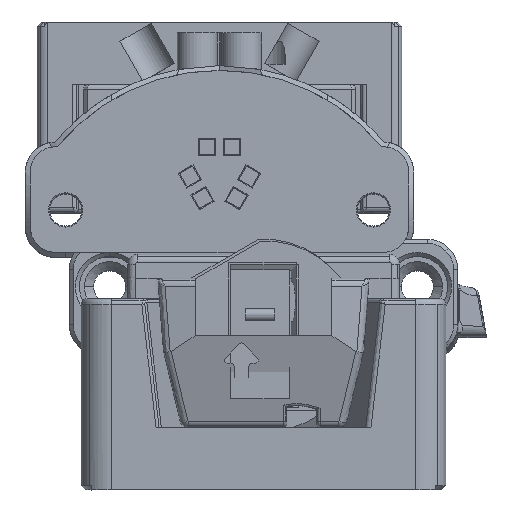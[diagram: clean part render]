
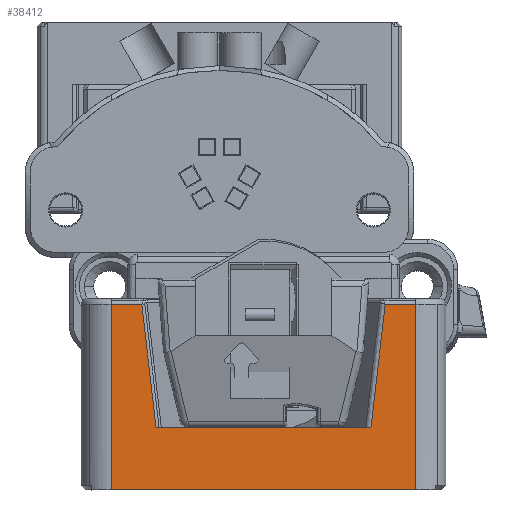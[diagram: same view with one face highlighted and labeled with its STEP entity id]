
A CAD part, top view. The second image highlights one B-rep face of the part: STEP entity #38412.
In plain terms, the highlighted face is planar.
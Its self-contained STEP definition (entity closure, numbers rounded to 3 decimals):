
#440 = VERTEX_POINT ( 'NONE', #46862 ) ;
#1088 = VERTEX_POINT ( 'NONE', #29579 ) ;
#1219 = DIRECTION ( 'NONE',  ( 0.115, -0.993, 0. ) ) ;
#1344 = VECTOR ( 'NONE', #17224, 1000. ) ;
#3066 = DIRECTION ( 'NONE',  ( 0.115, 0.993, 0. ) ) ;
#4022 = ORIENTED_EDGE ( 'NONE', *, *, #39158, .F. ) ;
#4289 = AXIS2_PLACEMENT_3D ( 'NONE', #20721, #38446, #31744 ) ;
#6167 = PLANE ( 'NONE',  #4289 ) ;
#7077 = EDGE_CURVE ( 'NONE', #32433, #36737, #11860, .T. ) ;
#7694 = VERTEX_POINT ( 'NONE', #25604 ) ;
#9087 = CARTESIAN_POINT ( 'NONE',  ( 145.755, 302.749, -30.5 ) ) ;
#10724 = VECTOR ( 'NONE', #46188, 1000. ) ;
#11860 = LINE ( 'NONE', #41245, #17727 ) ;
#12083 = LINE ( 'NONE', #27341, #19568 ) ;
#12972 = CARTESIAN_POINT ( 'NONE',  ( 139.309, 296.549, -30.5 ) ) ;
#13145 = DIRECTION ( 'NONE',  ( 0., -1., 0. ) ) ;
#13416 = CARTESIAN_POINT ( 'NONE',  ( 145.755, 296.549, -30.5 ) ) ;
#16151 = VECTOR ( 'NONE', #3066, 1000. ) ;
#16484 = CARTESIAN_POINT ( 'NONE',  ( 113.5, 302.749, -30.5 ) ) ;
#16538 = ORIENTED_EDGE ( 'NONE', *, *, #44950, .F. ) ;
#17224 = DIRECTION ( 'NONE',  ( 1., 0., 0. ) ) ;
#17727 = VECTOR ( 'NONE', #37663, 1000. ) ;
#19568 = VECTOR ( 'NONE', #45306, 1000. ) ;
#20705 = ORIENTED_EDGE ( 'NONE', *, *, #45354, .F. ) ;
#20721 = CARTESIAN_POINT ( 'NONE',  ( 110.5, 302.749, -30.5 ) ) ;
#20827 = VECTOR ( 'NONE', #1219, 1000. ) ;
#21058 = ORIENTED_EDGE ( 'NONE', *, *, #7077, .F. ) ;
#22406 = ORIENTED_EDGE ( 'NONE', *, *, #37170, .F. ) ;
#23616 = CARTESIAN_POINT ( 'NONE',  ( 117.946, 296.549, -30.5 ) ) ;
#23794 = VECTOR ( 'NONE', #34905, 1000. ) ;
#23837 = FACE_OUTER_BOUND ( 'NONE', #46196, .T. ) ;
#25263 = ORIENTED_EDGE ( 'NONE', *, *, #29920, .F. ) ;
#25600 = CARTESIAN_POINT ( 'NONE',  ( 113.5, 302.749, -30.5 ) ) ;
#25604 = CARTESIAN_POINT ( 'NONE',  ( 116.533, 284.349, -30.5 ) ) ;
#27341 = CARTESIAN_POINT ( 'NONE',  ( 119.564, 284.349, -30.5 ) ) ;
#27957 = LINE ( 'NONE', #9087, #23794 ) ;
#28486 = LINE ( 'NONE', #13416, #10724 ) ;
#29579 = CARTESIAN_POINT ( 'NONE',  ( 140.722, 284.349, -30.5 ) ) ;
#29789 = EDGE_CURVE ( 'NONE', #47305, #1088, #33973, .T. ) ;
#29920 = EDGE_CURVE ( 'NONE', #36737, #37039, #27957, .T. ) ;
#29935 = CARTESIAN_POINT ( 'NONE',  ( 139.286, 296.749, -30.5 ) ) ;
#31129 = ORIENTED_EDGE ( 'NONE', *, *, #29789, .F. ) ;
#31744 = DIRECTION ( 'NONE',  ( 0., -1., 0. ) ) ;
#32433 = VERTEX_POINT ( 'NONE', #37424 ) ;
#32692 = ORIENTED_EDGE ( 'NONE', *, *, #44307, .F. ) ;
#33973 = LINE ( 'NONE', #29935, #20827 ) ;
#34905 = DIRECTION ( 'NONE',  ( -1., 0., 0. ) ) ;
#35816 = CARTESIAN_POINT ( 'NONE',  ( 118.265, 299.303, -30.5 ) ) ;
#36737 = VERTEX_POINT ( 'NONE', #41892 ) ;
#37039 = VERTEX_POINT ( 'NONE', #25600 ) ;
#37170 = EDGE_CURVE ( 'NONE', #7694, #44247, #46583, .T. ) ;
#37424 = CARTESIAN_POINT ( 'NONE',  ( 143.755, 284.349, -30.5 ) ) ;
#37663 = DIRECTION ( 'NONE',  ( 0., 1., 0. ) ) ;
#38241 = LINE ( 'NONE', #16484, #45529 ) ;
#38412 = ADVANCED_FACE ( 'NONE', ( #23837 ), #6167, .T. ) ;
#38446 = DIRECTION ( 'NONE',  ( 0., 0., -1. ) ) ;
#39158 = EDGE_CURVE ( 'NONE', #1088, #32433, #12083, .T. ) ;
#41245 = CARTESIAN_POINT ( 'NONE',  ( 143.755, 302.749, -30.5 ) ) ;
#41874 = CARTESIAN_POINT ( 'NONE',  ( 119.564, 284.349, -30.5 ) ) ;
#41892 = CARTESIAN_POINT ( 'NONE',  ( 143.755, 302.749, -30.5 ) ) ;
#42340 = LINE ( 'NONE', #41874, #1344 ) ;
#44247 = VERTEX_POINT ( 'NONE', #23616 ) ;
#44307 = EDGE_CURVE ( 'NONE', #37039, #440, #38241, .T. ) ;
#44950 = EDGE_CURVE ( 'NONE', #440, #7694, #42340, .T. ) ;
#45306 = DIRECTION ( 'NONE',  ( 1., 0., 0. ) ) ;
#45354 = EDGE_CURVE ( 'NONE', #44247, #47305, #28486, .T. ) ;
#45529 = VECTOR ( 'NONE', #13145, 1000. ) ;
#46188 = DIRECTION ( 'NONE',  ( 1., 0., 0. ) ) ;
#46196 = EDGE_LOOP ( 'NONE', ( #32692, #25263, #21058, #4022, #31129, #20705, #22406, #16538 ) ) ;
#46583 = LINE ( 'NONE', #35816, #16151 ) ;
#46862 = CARTESIAN_POINT ( 'NONE',  ( 113.5, 284.349, -30.5 ) ) ;
#47305 = VERTEX_POINT ( 'NONE', #12972 ) ;
